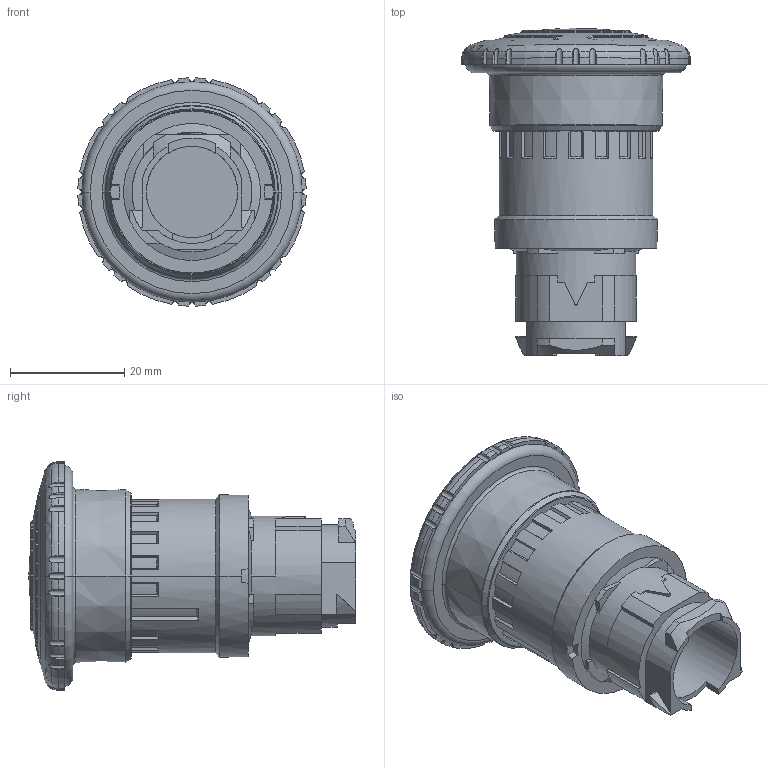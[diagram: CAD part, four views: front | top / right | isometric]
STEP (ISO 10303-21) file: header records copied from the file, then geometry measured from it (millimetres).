
FILE_DESCRIPTION((''),'2;1');
FILE_NAME('LA167-B4-BS54C','2024-01-17T',('Administrator'),('zyb.com'),'PRO/ENGINEER BY PARAMETRIC TECHNOLOGY CORPORATION, 2010280','PRO/ENGINEER BY PARAMETRIC TECHNOLOGY CORPORATION, 2010280','');
FILE_SCHEMA(('CONFIG_CONTROL_DESIGN','SHAPE_APPEARANCE_LAYERS_GROUPS'));
Length unit declared in the file: millimetre
Products named in the file (1): LA167-B4-BS54C
Bounding box: 39.96 x 57.3 x 39.96 mm (x, y, z)
Volume: 28269.6 mm3; surface area: 8226.7 mm2
Topology: 1 solids, 1 shells, 368 faces, 1025 edges, 661 vertices
Faces by surface type: plane 158, cylinder 109, torus 50, cone 33, bspline 10, sphere 8
Entity records: 13157 total; most frequent: CARTESIAN_POINT 3768, ORIENTED_EDGE 2046, DIRECTION 1894, EDGE_CURVE 1023, AXIS2_PLACEMENT_3D 731, VERTEX_POINT 661, VECTOR 432, LINE 432
